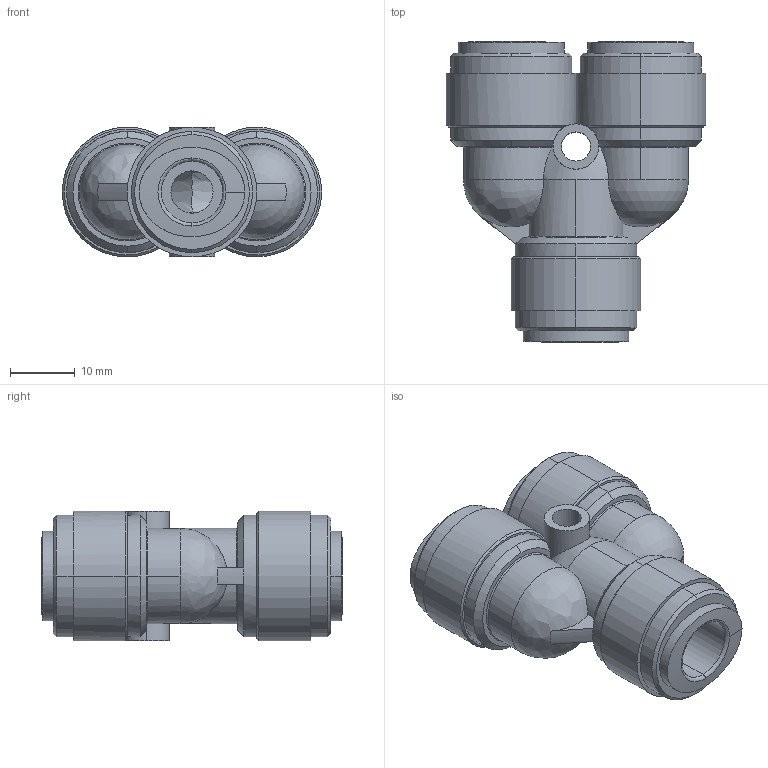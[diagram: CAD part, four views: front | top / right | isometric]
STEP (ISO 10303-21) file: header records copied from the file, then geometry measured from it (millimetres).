
FILE_DESCRIPTION (( 'STEP AP214' ), '1' );
FILE_NAME ('UY38-P.step', '2017-08-29T21:04:51', ( '' ), ( '' ), 'SwSTEP 2.0', 'SolidWorks 2017', '' );
FILE_SCHEMA (( 'AUTOMOTIVE_DESIGN' ));
Length unit declared in the file: inch
Products named in the file (1): UY38-P
Bounding box: 40 x 46.4 x 20 mm (x, y, z)
Volume: 14187.2 mm3; surface area: 7668.2 mm2
Topology: 1 solids, 1 shells, 123 faces, 314 edges, 198 vertices
Faces by surface type: cylinder 40, bspline 27, cone 23, plane 23, torus 9, sphere 1
Entity records: 7157 total; most frequent: CARTESIAN_POINT 4323, ORIENTED_EDGE 626, DIRECTION 541, EDGE_CURVE 313, AXIS2_PLACEMENT_3D 233, VERTEX_POINT 198, CIRCLE 136, EDGE_LOOP 135
